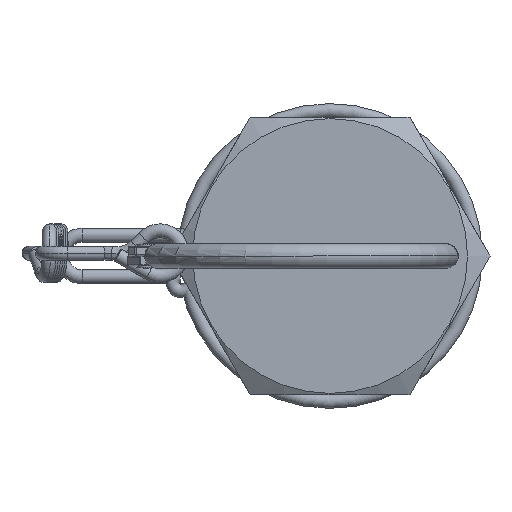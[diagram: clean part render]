
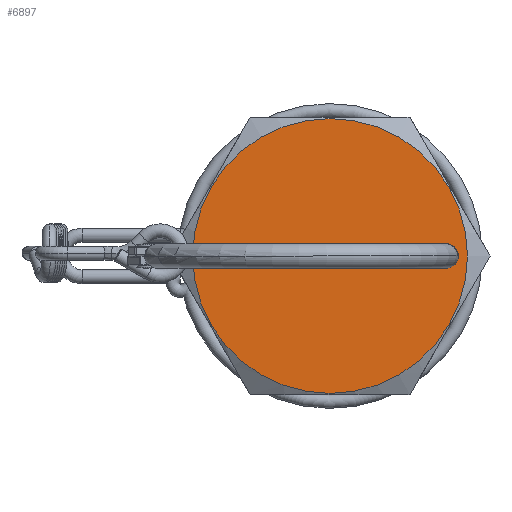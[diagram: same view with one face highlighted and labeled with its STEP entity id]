
A CAD part, left-side view. The second image highlights one B-rep face of the part: STEP entity #6897.
In plain terms, the highlighted planar face has unit normal (-1, 0, 0).
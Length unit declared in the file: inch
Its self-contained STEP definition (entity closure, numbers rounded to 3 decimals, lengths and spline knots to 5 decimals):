
#849 = DIRECTION ( 'NONE',  ( -1., 0., 0. ) ) ;
#970 = AXIS2_PLACEMENT_3D ( 'NONE', #6792, #4073, #4011 ) ;
#1582 = DIRECTION ( 'NONE',  ( 1., 0., 0. ) ) ;
#1832 = VERTEX_POINT ( 'NONE', #2513 ) ;
#2179 = EDGE_LOOP ( 'NONE', ( #5165, #6046 ) ) ;
#2260 = DIRECTION ( 'NONE',  ( 0., 0., -1. ) ) ;
#2513 = CARTESIAN_POINT ( 'NONE',  ( -0.54, 0., 0.62 ) ) ;
#4011 = DIRECTION ( 'NONE',  ( 0., 0., -1. ) ) ;
#4073 = DIRECTION ( 'NONE',  ( 1., 0., 0. ) ) ;
#4310 = DIRECTION ( 'NONE',  ( 0., 0., 1. ) ) ;
#4440 = CIRCLE ( 'NONE', #5081, 0.62 ) ;
#4987 = PLANE ( 'NONE',  #5947 ) ;
#5081 = AXIS2_PLACEMENT_3D ( 'NONE', #5088, #1582, #2260 ) ;
#5083 = EDGE_CURVE ( 'NONE', #1832, #6244, #4440, .T. ) ;
#5088 = CARTESIAN_POINT ( 'NONE',  ( -0.54, 0., 0. ) ) ;
#5165 = ORIENTED_EDGE ( 'NONE', *, *, #8940, .F. ) ;
#5947 = AXIS2_PLACEMENT_3D ( 'NONE', #7102, #849, #4310 ) ;
#6046 = ORIENTED_EDGE ( 'NONE', *, *, #5083, .F. ) ;
#6244 = VERTEX_POINT ( 'NONE', #7755 ) ;
#6792 = CARTESIAN_POINT ( 'NONE',  ( -0.54, 0., 0. ) ) ;
#6897 = ADVANCED_FACE ( 'NONE', ( #7595 ), #4987, .T. ) ;
#7102 = CARTESIAN_POINT ( 'NONE',  ( -0.54, 0., 0. ) ) ;
#7343 = CIRCLE ( 'NONE', #970, 0.62 ) ;
#7595 = FACE_OUTER_BOUND ( 'NONE', #2179, .T. ) ;
#7755 = CARTESIAN_POINT ( 'NONE',  ( -0.54, 0., -0.62 ) ) ;
#8940 = EDGE_CURVE ( 'NONE', #6244, #1832, #7343, .T. ) ;
